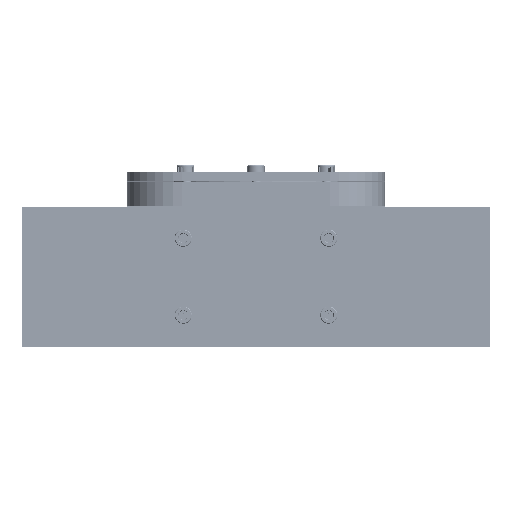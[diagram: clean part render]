
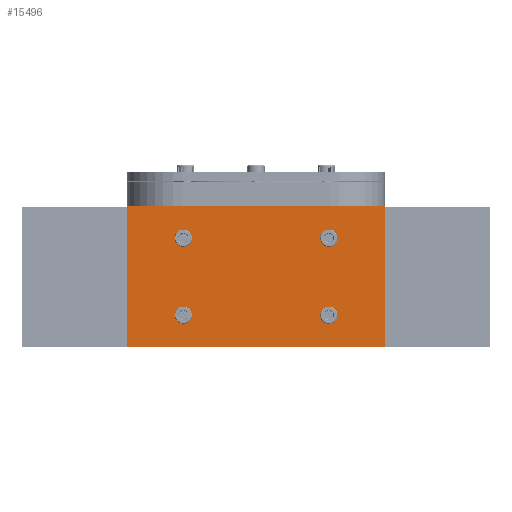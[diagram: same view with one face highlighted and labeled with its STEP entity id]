
A CAD part, top view. The second image highlights one B-rep face of the part: STEP entity #15496.
In plain terms, the highlighted planar face has unit normal (0, 0, 1).
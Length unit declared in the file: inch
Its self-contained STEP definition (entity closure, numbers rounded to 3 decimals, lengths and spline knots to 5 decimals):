
#613=FACE_BOUND('',#2121,.T.);
#614=FACE_BOUND('',#2122,.T.);
#615=FACE_BOUND('',#2123,.T.);
#616=FACE_BOUND('',#2124,.T.);
#841=PLANE('',#16523);
#1185=FACE_OUTER_BOUND('',#2120,.T.);
#2120=EDGE_LOOP('',(#10568,#10569,#10570,#10571));
#2121=EDGE_LOOP('',(#10572));
#2122=EDGE_LOOP('',(#10573));
#2123=EDGE_LOOP('',(#10574));
#2124=EDGE_LOOP('',(#10575));
#3259=LINE('',#23033,#4563);
#3267=LINE('',#23065,#4571);
#3268=LINE('',#23067,#4572);
#3269=LINE('',#23068,#4573);
#4563=VECTOR('',#18301,0.3937);
#4571=VECTOR('',#18335,0.3937);
#4572=VECTOR('',#18336,0.3937);
#4573=VECTOR('',#18337,0.3937);
#5865=CIRCLE('',#16512,0.0735);
#5867=CIRCLE('',#16515,0.0735);
#5869=CIRCLE('',#16518,0.0735);
#5871=CIRCLE('',#16521,0.0735);
#6646=VERTEX_POINT('',#23031);
#6647=VERTEX_POINT('',#23032);
#6650=VERTEX_POINT('',#23040);
#6652=VERTEX_POINT('',#23046);
#6654=VERTEX_POINT('',#23052);
#6656=VERTEX_POINT('',#23058);
#6658=VERTEX_POINT('',#23064);
#6659=VERTEX_POINT('',#23066);
#8193=EDGE_CURVE('',#6646,#6647,#3259,.T.);
#8197=EDGE_CURVE('',#6650,#6650,#5865,.T.);
#8200=EDGE_CURVE('',#6652,#6652,#5867,.T.);
#8203=EDGE_CURVE('',#6654,#6654,#5869,.T.);
#8206=EDGE_CURVE('',#6656,#6656,#5871,.T.);
#8209=EDGE_CURVE('',#6647,#6658,#3267,.T.);
#8210=EDGE_CURVE('',#6659,#6646,#3268,.T.);
#8211=EDGE_CURVE('',#6659,#6658,#3269,.T.);
#10568=ORIENTED_EDGE('',*,*,#8209,.F.);
#10569=ORIENTED_EDGE('',*,*,#8193,.F.);
#10570=ORIENTED_EDGE('',*,*,#8210,.F.);
#10571=ORIENTED_EDGE('',*,*,#8211,.T.);
#10572=ORIENTED_EDGE('',*,*,#8197,.T.);
#10573=ORIENTED_EDGE('',*,*,#8200,.T.);
#10574=ORIENTED_EDGE('',*,*,#8203,.T.);
#10575=ORIENTED_EDGE('',*,*,#8206,.T.);
#15496=ADVANCED_FACE('',(#1185,#613,#614,#615,#616),#841,.F.);
#16512=AXIS2_PLACEMENT_3D('',#23041,#18307,#18308);
#16515=AXIS2_PLACEMENT_3D('',#23047,#18314,#18315);
#16518=AXIS2_PLACEMENT_3D('',#23053,#18321,#18322);
#16521=AXIS2_PLACEMENT_3D('',#23059,#18328,#18329);
#16523=AXIS2_PLACEMENT_3D('',#23063,#18333,#18334);
#18301=DIRECTION('',(-1.,0.,0.));
#18307=DIRECTION('center_axis',(0.,0.,-1.));
#18308=DIRECTION('ref_axis',(1.,0.,0.));
#18314=DIRECTION('center_axis',(0.,0.,-1.));
#18315=DIRECTION('ref_axis',(1.,0.,0.));
#18321=DIRECTION('center_axis',(0.,0.,-1.));
#18322=DIRECTION('ref_axis',(1.,0.,0.));
#18328=DIRECTION('center_axis',(0.,0.,-1.));
#18329=DIRECTION('ref_axis',(1.,0.,0.));
#18333=DIRECTION('center_axis',(0.,0.,-1.));
#18334=DIRECTION('ref_axis',(0.,-1.,0.));
#18335=DIRECTION('',(0.,1.,0.));
#18336=DIRECTION('',(0.,-1.,0.));
#18337=DIRECTION('',(-1.,0.,0.));
#23031=CARTESIAN_POINT('',(1.37795,-1.69494,0.10664));
#23032=CARTESIAN_POINT('',(-1.37795,-1.69494,0.10664));
#23033=CARTESIAN_POINT('',(0.68898,-1.69494,0.10664));
#23040=CARTESIAN_POINT('',(-0.85106,-1.35581,0.10664));
#23041=CARTESIAN_POINT('Origin',(-0.77756,-1.35581,0.10664));
#23046=CARTESIAN_POINT('',(-0.85106,-0.53396,0.10664));
#23047=CARTESIAN_POINT('Origin',(-0.77756,-0.53396,0.10664));
#23052=CARTESIAN_POINT('',(0.70406,-1.35581,0.10664));
#23053=CARTESIAN_POINT('Origin',(0.77756,-1.35581,0.10664));
#23058=CARTESIAN_POINT('',(0.70406,-0.53396,0.10664));
#23059=CARTESIAN_POINT('Origin',(0.77756,-0.53396,0.10664));
#23063=CARTESIAN_POINT('Origin',(1.37795,-0.19488,0.10664));
#23064=CARTESIAN_POINT('',(-1.37795,-0.19488,0.10664));
#23065=CARTESIAN_POINT('',(-1.37795,-0.09646,0.10664));
#23066=CARTESIAN_POINT('',(1.37795,-0.19488,0.10664));
#23067=CARTESIAN_POINT('',(1.37795,-0.09646,0.10664));
#23068=CARTESIAN_POINT('',(1.37795,-0.19488,0.10664));
